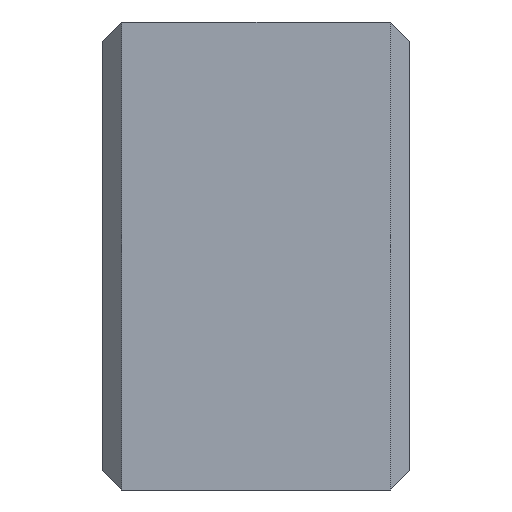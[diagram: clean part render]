
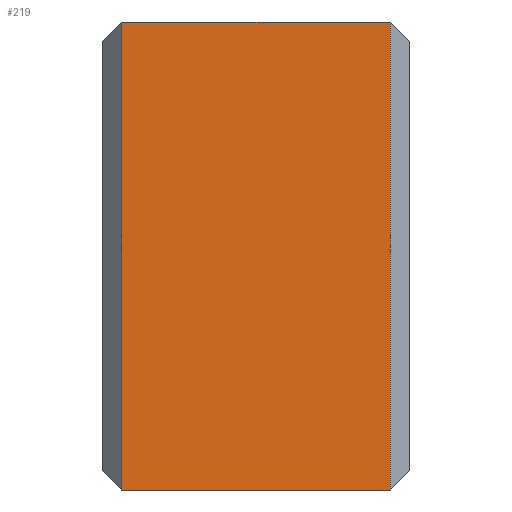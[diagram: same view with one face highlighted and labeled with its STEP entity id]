
A CAD part, left-side view. The second image highlights one B-rep face of the part: STEP entity #219.
In plain terms, the highlighted planar face has unit normal (-1, 0, 0).
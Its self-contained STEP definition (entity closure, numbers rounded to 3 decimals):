
#24=ORIENTED_EDGE('',*,*,#78,.F.);
#25=ORIENTED_EDGE('',*,*,#80,.T.);
#26=ORIENTED_EDGE('',*,*,#81,.T.);
#27=ORIENTED_EDGE('',*,*,#82,.T.);
#78=EDGE_CURVE('',#106,#107,#122,.T.);
#80=EDGE_CURVE('',#106,#108,#124,.T.);
#81=EDGE_CURVE('',#108,#109,#125,.T.);
#82=EDGE_CURVE('',#109,#107,#126,.T.);
#106=VERTEX_POINT('',#323);
#107=VERTEX_POINT('',#325);
#108=VERTEX_POINT('',#329);
#109=VERTEX_POINT('',#331);
#122=LINE('',#324,#150);
#124=LINE('',#328,#152);
#125=LINE('',#330,#153);
#126=LINE('',#332,#154);
#150=VECTOR('',#265,1000.);
#152=VECTOR('',#269,1000.);
#153=VECTOR('',#270,1000.);
#154=VECTOR('',#271,1000.);
#177=EDGE_LOOP('',(#24,#25,#26,#27));
#191=FACE_BOUND('',#177,.T.);
#205=PLANE('',#246);
#219=ADVANCED_FACE('',(#191),#205,.T.);
#246=AXIS2_PLACEMENT_3D('',#327,#267,#268);
#265=DIRECTION('',(0.,-1.,0.));
#267=DIRECTION('',(-1.,0.,0.));
#268=DIRECTION('',(0.,0.,1.));
#269=DIRECTION('',(0.,0.,-1.));
#270=DIRECTION('',(0.,-1.,0.));
#271=DIRECTION('',(0.,0.,1.));
#323=CARTESIAN_POINT('',(-126.5,75.,61.));
#324=CARTESIAN_POINT('',(-126.5,80.,61.));
#325=CARTESIAN_POINT('',(-126.5,5.,61.));
#327=CARTESIAN_POINT('',(-126.5,80.,61.));
#328=CARTESIAN_POINT('',(-126.5,75.,-61.));
#329=CARTESIAN_POINT('',(-126.5,75.,-61.));
#330=CARTESIAN_POINT('',(-126.5,80.,-61.));
#331=CARTESIAN_POINT('',(-126.5,5.,-61.));
#332=CARTESIAN_POINT('',(-126.5,5.,61.));
